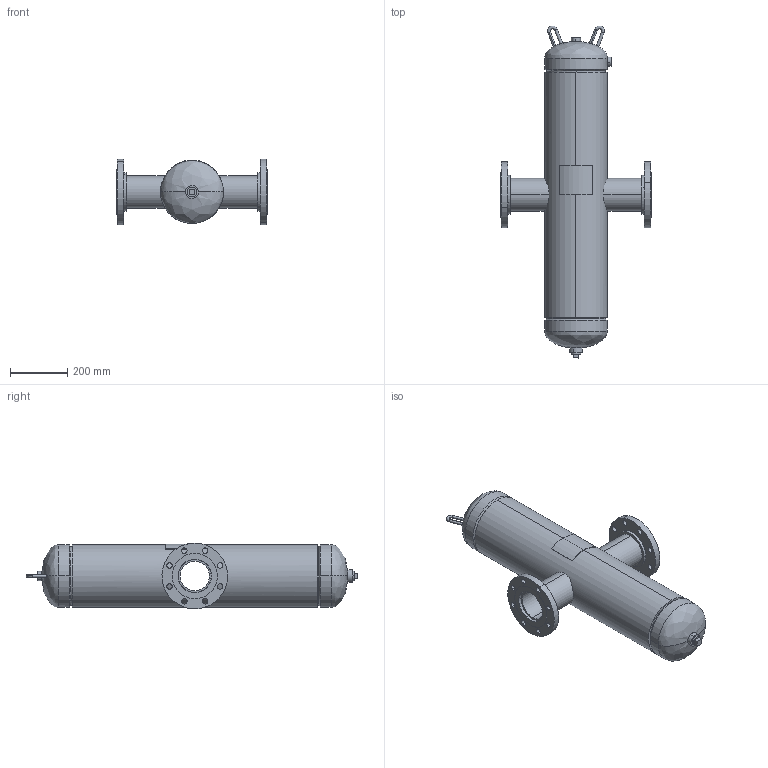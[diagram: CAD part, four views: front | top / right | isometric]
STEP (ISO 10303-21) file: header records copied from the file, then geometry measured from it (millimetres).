
FILE_DESCRIPTION (( 'STEP AP203' ), '1' );
FILE_NAME ('WVAN-4-HV.STEP', '2019-01-18T17:12:58', ( '' ), ( '' ), 'SwSTEP 2.0', 'SolidWorks 2019', '' );
FILE_SCHEMA (( 'CONFIG_CONTROL_DESIGN' ));
Length unit declared in the file: inch
Products named in the file (12): 9400525; 9600830_8.625" VERT; 9301090_6.8125; PLUGS_9500150; 9500050; 99P0870_33.625; 9400540_tall; WVAN-4-HV; 9500030; 9201560; 9461070
Assembly tree (16 placements, depth 2):
  WVAN-4-HV
    99P0870_33.625
    9201560
    9201560
    9500030  x2
    9500050
    PLUGS_9500150
    9301090_6.8125  x2
    9461070  x2
    9400540_tall  x2
    9400525  x2
    9600830_8.625" VERT
Bounding box: 523.88 x 1155.36 x 228.38 mm (x, y, z)
Volume: 7932135.2 mm3; surface area: 1987887.8 mm2
Topology: 16 solids, 16 shells, 189 faces, 436 edges, 286 vertices
Faces by surface type: cylinder 116, plane 51, cone 10, bspline 8, torus 4
Entity records: 6430 total; most frequent: CARTESIAN_POINT 1940, DIRECTION 702, ORIENTED_EDGE 588, AXIS2_PLACEMENT_3D 298, EDGE_CURVE 294, VERTEX_POINT 192, EDGE_LOOP 166, CIRCLE 160
